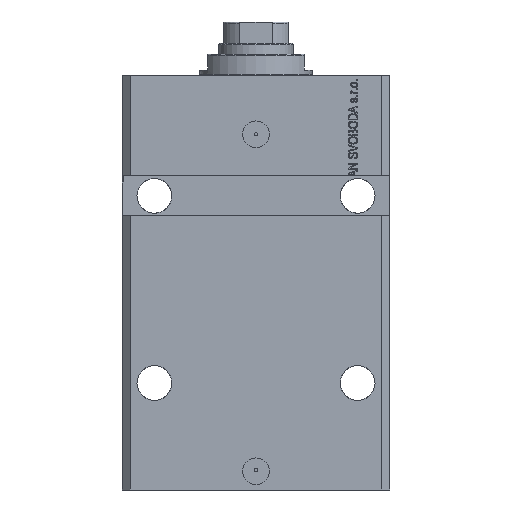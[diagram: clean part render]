
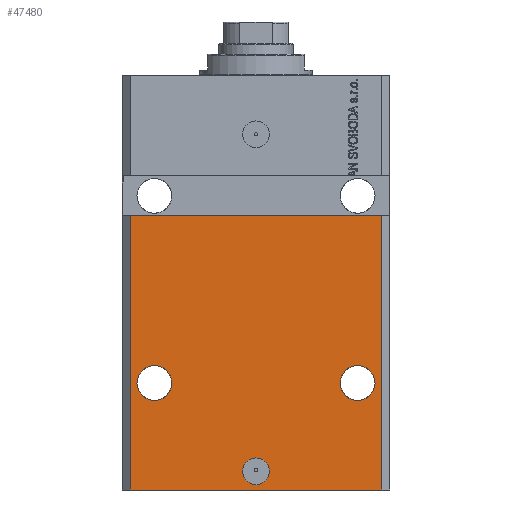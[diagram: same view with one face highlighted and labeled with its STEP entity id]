
A CAD part, front view. The second image highlights one B-rep face of the part: STEP entity #47480.
In plain terms, the highlighted planar face has unit normal (0, -1, 0).
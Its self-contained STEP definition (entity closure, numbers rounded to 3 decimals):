
#353 = LINE ( 'NONE', #30047, #19915 ) ;
#428 = EDGE_CURVE ( 'NONE', #34661, #13280, #42524, .T. ) ;
#802 = VERTEX_POINT ( 'NONE', #13258 ) ;
#1248 = ORIENTED_EDGE ( 'NONE', *, *, #25020, .F. ) ;
#2157 = CIRCLE ( 'NONE', #19224, 6.5 ) ;
#2318 = FACE_BOUND ( 'NONE', #46583, .T. ) ;
#4169 = CIRCLE ( 'NONE', #15017, 5. ) ;
#4287 = ORIENTED_EDGE ( 'NONE', *, *, #28638, .T. ) ;
#4635 = CARTESIAN_POINT ( 'NONE',  ( -44.5, -37.5, -115. ) ) ;
#4805 = DIRECTION ( 'NONE',  ( 0., -1., 0. ) ) ;
#5060 = AXIS2_PLACEMENT_3D ( 'NONE', #44435, #44913, #36402 ) ;
#5974 = FACE_BOUND ( 'NONE', #42676, .T. ) ;
#6443 = DIRECTION ( 'NONE',  ( 0., -1., 0. ) ) ;
#6827 = ORIENTED_EDGE ( 'NONE', *, *, #16860, .F. ) ;
#7756 = DIRECTION ( 'NONE',  ( 0., -1., 0. ) ) ;
#8114 = DIRECTION ( 'NONE',  ( 0., 0., 1. ) ) ;
#8347 = CARTESIAN_POINT ( 'NONE',  ( -47., -37.5, -155. ) ) ;
#8595 = ORIENTED_EDGE ( 'NONE', *, *, #15883, .T. ) ;
#9276 = VERTEX_POINT ( 'NONE', #39888 ) ;
#9385 = CARTESIAN_POINT ( 'NONE',  ( -38., -37.5, -115. ) ) ;
#9452 = CARTESIAN_POINT ( 'NONE',  ( 0., -37.5, -148. ) ) ;
#9689 = DIRECTION ( 'NONE',  ( 0., -1., 0. ) ) ;
#11061 = VECTOR ( 'NONE', #18684, 1000. ) ;
#11388 = LINE ( 'NONE', #32831, #39789 ) ;
#11739 = VECTOR ( 'NONE', #8114, 1000. ) ;
#11873 = CARTESIAN_POINT ( 'NONE',  ( 47., -37.5, -155. ) ) ;
#12111 = LINE ( 'NONE', #11873, #11061 ) ;
#12346 = VERTEX_POINT ( 'NONE', #24386 ) ;
#12660 = VERTEX_POINT ( 'NONE', #4635 ) ;
#12985 = DIRECTION ( 'NONE',  ( 0., -1., 0. ) ) ;
#13258 = CARTESIAN_POINT ( 'NONE',  ( -47., -37.5, -52.5 ) ) ;
#13280 = VERTEX_POINT ( 'NONE', #37420 ) ;
#13876 = DIRECTION ( 'NONE',  ( 1., 0., 0. ) ) ;
#15017 = AXIS2_PLACEMENT_3D ( 'NONE', #23773, #4805, #19394 ) ;
#15036 = DIRECTION ( 'NONE',  ( 1., 0., 0. ) ) ;
#15137 = CARTESIAN_POINT ( 'NONE',  ( 31.5, -37.5, -115. ) ) ;
#15883 = EDGE_CURVE ( 'NONE', #43941, #37264, #11388, .T. ) ;
#16117 = VERTEX_POINT ( 'NONE', #15137 ) ;
#16860 = EDGE_CURVE ( 'NONE', #13280, #34661, #4169, .T. ) ;
#17130 = FACE_OUTER_BOUND ( 'NONE', #44720, .T. ) ;
#18045 = ORIENTED_EDGE ( 'NONE', *, *, #25723, .F. ) ;
#18684 = DIRECTION ( 'NONE',  ( 0., 0., 1. ) ) ;
#19149 = AXIS2_PLACEMENT_3D ( 'NONE', #9452, #9689, #24987 ) ;
#19224 = AXIS2_PLACEMENT_3D ( 'NONE', #38334, #12985, #38832 ) ;
#19394 = DIRECTION ( 'NONE',  ( 1., 0., 0. ) ) ;
#19915 = VECTOR ( 'NONE', #40799, 1000. ) ;
#20359 = AXIS2_PLACEMENT_3D ( 'NONE', #47293, #46355, #13876 ) ;
#20574 = ORIENTED_EDGE ( 'NONE', *, *, #43949, .F. ) ;
#20958 = ORIENTED_EDGE ( 'NONE', *, *, #37594, .F. ) ;
#23497 = CARTESIAN_POINT ( 'NONE',  ( 47., -37.5, -155. ) ) ;
#23773 = CARTESIAN_POINT ( 'NONE',  ( 0., -37.5, -148. ) ) ;
#24386 = CARTESIAN_POINT ( 'NONE',  ( 44.5, -37.5, -115. ) ) ;
#24987 = DIRECTION ( 'NONE',  ( 1., 0., 0. ) ) ;
#25020 = EDGE_CURVE ( 'NONE', #16117, #12346, #38295, .T. ) ;
#25408 = PLANE ( 'NONE',  #5060 ) ;
#25552 = EDGE_CURVE ( 'NONE', #12660, #9276, #28947, .T. ) ;
#25723 = EDGE_CURVE ( 'NONE', #43941, #802, #41739, .T. ) ;
#26641 = EDGE_LOOP ( 'NONE', ( #6827, #39887 ) ) ;
#28104 = EDGE_CURVE ( 'NONE', #12346, #16117, #41395, .T. ) ;
#28638 = EDGE_CURVE ( 'NONE', #37264, #39380, #12111, .T. ) ;
#28947 = CIRCLE ( 'NONE', #32746, 6.5 ) ;
#30047 = CARTESIAN_POINT ( 'NONE',  ( -50., -37.5, -52.5 ) ) ;
#31746 = CARTESIAN_POINT ( 'NONE',  ( -47., -37.5, -155. ) ) ;
#32746 = AXIS2_PLACEMENT_3D ( 'NONE', #9385, #6443, #39813 ) ;
#32831 = CARTESIAN_POINT ( 'NONE',  ( -47., -37.5, -155. ) ) ;
#34661 = VERTEX_POINT ( 'NONE', #47344 ) ;
#36402 = DIRECTION ( 'NONE',  ( 1., 0., 0. ) ) ;
#37264 = VERTEX_POINT ( 'NONE', #23497 ) ;
#37420 = CARTESIAN_POINT ( 'NONE',  ( 5., -37.5, -148. ) ) ;
#37594 = EDGE_CURVE ( 'NONE', #802, #39380, #353, .T. ) ;
#37809 = ORIENTED_EDGE ( 'NONE', *, *, #25552, .F. ) ;
#38295 = CIRCLE ( 'NONE', #42162, 6.5 ) ;
#38334 = CARTESIAN_POINT ( 'NONE',  ( -38., -37.5, -115. ) ) ;
#38832 = DIRECTION ( 'NONE',  ( -1., 0., 0. ) ) ;
#39352 = FACE_BOUND ( 'NONE', #26641, .T. ) ;
#39380 = VERTEX_POINT ( 'NONE', #45549 ) ;
#39789 = VECTOR ( 'NONE', #44765, 1000. ) ;
#39813 = DIRECTION ( 'NONE',  ( -1., 0., 0. ) ) ;
#39887 = ORIENTED_EDGE ( 'NONE', *, *, #428, .F. ) ;
#39888 = CARTESIAN_POINT ( 'NONE',  ( -31.5, -37.5, -115. ) ) ;
#40799 = DIRECTION ( 'NONE',  ( 1., 0., 0. ) ) ;
#41395 = CIRCLE ( 'NONE', #20359, 6.5 ) ;
#41739 = LINE ( 'NONE', #8347, #11739 ) ;
#42162 = AXIS2_PLACEMENT_3D ( 'NONE', #44302, #7756, #15036 ) ;
#42524 = CIRCLE ( 'NONE', #19149, 5. ) ;
#42676 = EDGE_LOOP ( 'NONE', ( #43960, #1248 ) ) ;
#43941 = VERTEX_POINT ( 'NONE', #31746 ) ;
#43949 = EDGE_CURVE ( 'NONE', #9276, #12660, #2157, .T. ) ;
#43960 = ORIENTED_EDGE ( 'NONE', *, *, #28104, .F. ) ;
#44302 = CARTESIAN_POINT ( 'NONE',  ( 38., -37.5, -115. ) ) ;
#44435 = CARTESIAN_POINT ( 'NONE',  ( -47., -37.5, -155. ) ) ;
#44720 = EDGE_LOOP ( 'NONE', ( #20958, #18045, #8595, #4287 ) ) ;
#44765 = DIRECTION ( 'NONE',  ( 1., 0., 0. ) ) ;
#44913 = DIRECTION ( 'NONE',  ( 0., -1., 0. ) ) ;
#45549 = CARTESIAN_POINT ( 'NONE',  ( 47., -37.5, -52.5 ) ) ;
#46355 = DIRECTION ( 'NONE',  ( 0., -1., 0. ) ) ;
#46583 = EDGE_LOOP ( 'NONE', ( #20574, #37809 ) ) ;
#47293 = CARTESIAN_POINT ( 'NONE',  ( 38., -37.5, -115. ) ) ;
#47344 = CARTESIAN_POINT ( 'NONE',  ( -5., -37.5, -148. ) ) ;
#47480 = ADVANCED_FACE ( 'NONE', ( #39352, #5974, #2318, #17130 ), #25408, .T. ) ;
